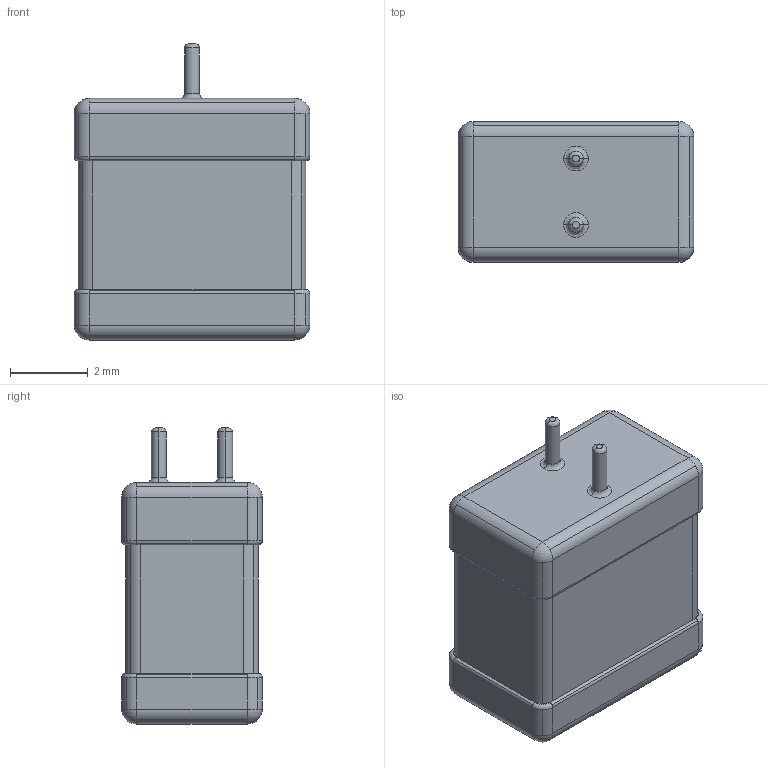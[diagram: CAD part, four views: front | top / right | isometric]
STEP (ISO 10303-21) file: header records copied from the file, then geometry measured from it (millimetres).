
FILE_DESCRIPTION((''),'2;1');
FILE_NAME('T97_R-case.stp','2017-12-21T15:10:45',(''),(''),'AutoCAD STEP 2000i','AutoCAD 2000i',', , ');
FILE_SCHEMA(('CONFIG_CONTROL_DESIGN'));
Length unit declared in the file: millimetre
Products named in the file (2): T97_R-CASE; MODEL
Assembly tree (1 placements, depth 2):
  T97_R-CASE
    MODEL
Bounding box: 6.05 x 3.61 x 7.59 mm (x, y, z)
Volume: 127.1 mm3; surface area: 155.3 mm2
Topology: 1 solids, 1 shells, 108 faces, 256 edges, 144 vertices
Faces by surface type: cylinder 60, plane 24, bspline 8, torus 8, sphere 8
Entity records: 3473 total; most frequent: CARTESIAN_POINT 854, DIRECTION 596, ORIENTED_EDGE 496, EDGE_CURVE 248, AXIS2_PLACEMENT_3D 246, VERTEX_POINT 144, CIRCLE 144, EDGE_LOOP 110
